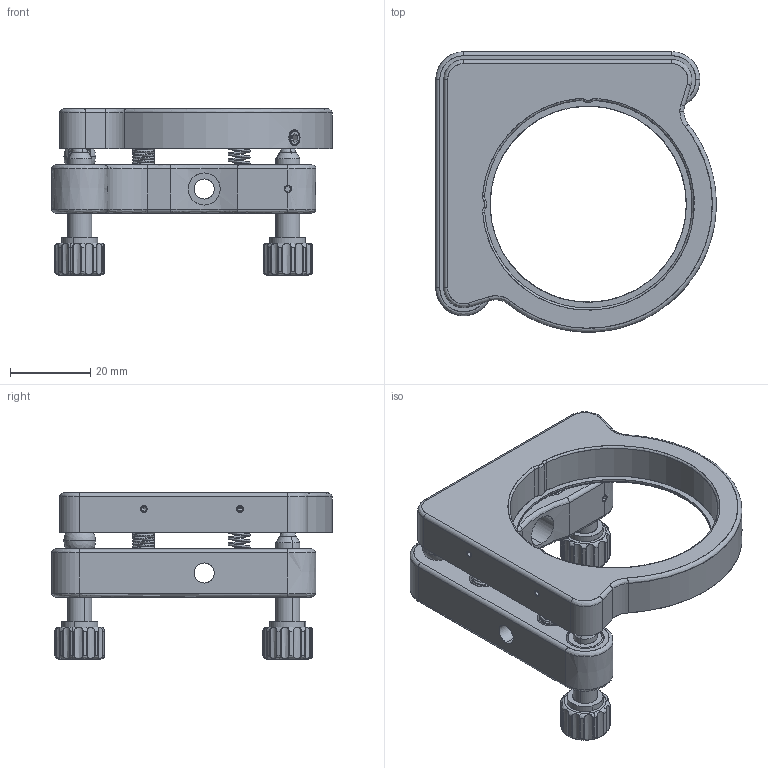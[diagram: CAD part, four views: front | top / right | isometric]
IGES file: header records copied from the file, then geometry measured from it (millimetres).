
Start section: SolidWorks IGES file using analytic representation for surfaces
Global section: file name: 15867.igs; native system: SolidWorks 2018; preprocessor: SolidWorks 2018; author: sjosephs; date: 201124.203525; units: centimetre
Bounding box: 70.1 x 70.1 x 41.5 mm (x, y, z)
Surface area: 23809.5 mm2 (no closed solid volume)
Topology: 0 solids, 0 shells, 594 faces, 8469 edges, 8429 vertices
Faces by surface type: revolution 357, bspline 237
